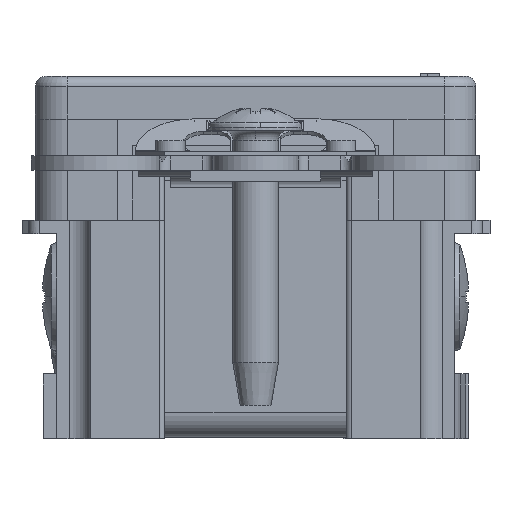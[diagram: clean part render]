
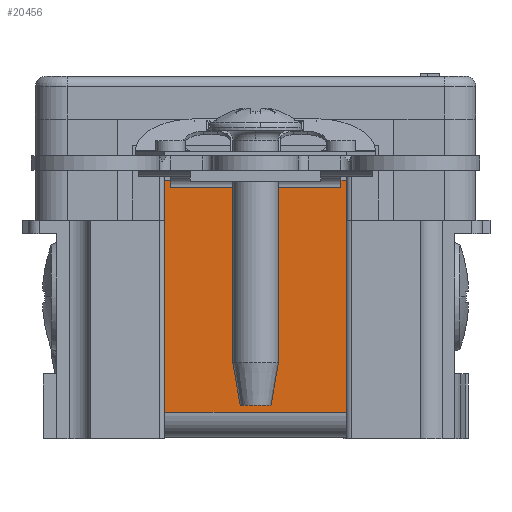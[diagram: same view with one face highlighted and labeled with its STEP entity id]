
A CAD part, front view. The second image highlights one B-rep face of the part: STEP entity #20456.
In plain terms, the highlighted planar face has unit normal (0, -1, 0).
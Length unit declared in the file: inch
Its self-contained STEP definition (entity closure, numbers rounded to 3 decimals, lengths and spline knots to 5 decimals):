
#1379 = LINE ( 'NONE', #5923, #13918 ) ;
#2630 = EDGE_CURVE ( 'NONE', #37767, #18622, #35323, .T. ) ;
#2632 = CARTESIAN_POINT ( 'NONE',  ( 0.5, 0.12299, 0.736 ) ) ;
#2693 = DIRECTION ( 'NONE',  ( 0., 1., 0. ) ) ;
#4005 = LINE ( 'NONE', #8851, #28400 ) ;
#4166 = ORIENTED_EDGE ( 'NONE', *, *, #50940, .F. ) ;
#4304 = DIRECTION ( 'NONE',  ( 0., 0., -1. ) ) ;
#4359 = CARTESIAN_POINT ( 'NONE',  ( 0.4845, 0.12299, 0.447 ) ) ;
#4950 = ORIENTED_EDGE ( 'NONE', *, *, #38824, .T. ) ;
#5923 = CARTESIAN_POINT ( 'NONE',  ( 0.75, 0.12299, 0.078 ) ) ;
#6508 = CARTESIAN_POINT ( 'NONE',  ( 0.4845, 0.12299, 0.047 ) ) ;
#7573 = ORIENTED_EDGE ( 'NONE', *, *, #34333, .T. ) ;
#8592 = ORIENTED_EDGE ( 'NONE', *, *, #14600, .F. ) ;
#8851 = CARTESIAN_POINT ( 'NONE',  ( 1., 0.12299, 0.447 ) ) ;
#9226 = DIRECTION ( 'NONE',  ( 1., 0., 0. ) ) ;
#9432 = LINE ( 'NONE', #17924, #29000 ) ;
#10389 = CARTESIAN_POINT ( 'NONE',  ( 1.0935, 0.12299, 0.757 ) ) ;
#10435 = EDGE_CURVE ( 'NONE', #17171, #32179, #52050, .T. ) ;
#10509 = DIRECTION ( 'NONE',  ( 0., 0., -1. ) ) ;
#10766 = ORIENTED_EDGE ( 'NONE', *, *, #32644, .F. ) ;
#10887 = VECTOR ( 'NONE', #10509, 39.37008 ) ;
#11497 = CARTESIAN_POINT ( 'NONE',  ( 0.75, 0.12299, 0.047 ) ) ;
#13918 = VECTOR ( 'NONE', #23364, 39.37008 ) ;
#14600 = EDGE_CURVE ( 'NONE', #18622, #32179, #15735, .T. ) ;
#14926 = VERTEX_POINT ( 'NONE', #2632 ) ;
#15114 = DIRECTION ( 'NONE',  ( 0., 0., 1. ) ) ;
#15483 = CARTESIAN_POINT ( 'NONE',  ( 0.4065, 0.12299, 0.757 ) ) ;
#15636 = CARTESIAN_POINT ( 'NONE',  ( 1.0935, 0.12299, 0.757 ) ) ;
#15735 = LINE ( 'NONE', #10389, #18649 ) ;
#17171 = VERTEX_POINT ( 'NONE', #43943 ) ;
#17902 = VERTEX_POINT ( 'NONE', #19803 ) ;
#17924 = CARTESIAN_POINT ( 'NONE',  ( 0.5, 0.12299, 0.447 ) ) ;
#18328 = CARTESIAN_POINT ( 'NONE',  ( 1.0935, 0.12299, 0.757 ) ) ;
#18622 = VERTEX_POINT ( 'NONE', #15636 ) ;
#18649 = VECTOR ( 'NONE', #36439, 39.37008 ) ;
#19640 = EDGE_CURVE ( 'NONE', #55761, #47726, #30035, .T. ) ;
#19803 = CARTESIAN_POINT ( 'NONE',  ( 0.4845, 0.12299, 0.078 ) ) ;
#20056 = DIRECTION ( 'NONE',  ( 0., 0., 1. ) ) ;
#20456 = ADVANCED_FACE ( 'NONE', ( #32422 ), #46172, .F. ) ;
#21205 = VERTEX_POINT ( 'NONE', #28371 ) ;
#21509 = VECTOR ( 'NONE', #46136, 39.37008 ) ;
#22238 = ORIENTED_EDGE ( 'NONE', *, *, #19640, .F. ) ;
#22392 = ORIENTED_EDGE ( 'NONE', *, *, #51857, .F. ) ;
#22491 = EDGE_LOOP ( 'NONE', ( #22238, #7573, #4950, #52555, #49320, #32349, #8592, #28810, #32742, #10766, #4166, #22392 ) ) ;
#23364 = DIRECTION ( 'NONE',  ( -1., 0., 0. ) ) ;
#23957 = LINE ( 'NONE', #6508, #10887 ) ;
#26380 = CARTESIAN_POINT ( 'NONE',  ( 1., 0.12299, 0.736 ) ) ;
#26866 = DIRECTION ( 'NONE',  ( 0., 0., -1. ) ) ;
#27794 = VECTOR ( 'NONE', #31153, 39.37008 ) ;
#28017 = LINE ( 'NONE', #35549, #51922 ) ;
#28371 = CARTESIAN_POINT ( 'NONE',  ( 1.0155, 0.12299, 0.078 ) ) ;
#28400 = VECTOR ( 'NONE', #4304, 39.37008 ) ;
#28546 = VECTOR ( 'NONE', #28926, 39.37008 ) ;
#28810 = ORIENTED_EDGE ( 'NONE', *, *, #2630, .F. ) ;
#28926 = DIRECTION ( 'NONE',  ( 0., 0., 1. ) ) ;
#29000 = VECTOR ( 'NONE', #26866, 39.37008 ) ;
#30035 = LINE ( 'NONE', #56305, #27794 ) ;
#30705 = DIRECTION ( 'NONE',  ( 0., 0., 1. ) ) ;
#31153 = DIRECTION ( 'NONE',  ( 0., 0., 1. ) ) ;
#31198 = CIRCLE ( 'NONE', #52196, 0.344 ) ;
#31731 = VERTEX_POINT ( 'NONE', #26380 ) ;
#32179 = VERTEX_POINT ( 'NONE', #35415 ) ;
#32349 = ORIENTED_EDGE ( 'NONE', *, *, #10435, .T. ) ;
#32403 = CARTESIAN_POINT ( 'NONE',  ( 0.5, 0.12299, 0.757 ) ) ;
#32422 = FACE_OUTER_BOUND ( 'NONE', #22491, .T. ) ;
#32644 = EDGE_CURVE ( 'NONE', #14926, #31731, #42129, .T. ) ;
#32742 = ORIENTED_EDGE ( 'NONE', *, *, #35418, .T. ) ;
#34333 = EDGE_CURVE ( 'NONE', #55761, #39126, #31198, .T. ) ;
#34433 = CARTESIAN_POINT ( 'NONE',  ( 0.7495, 0.12299, 0.66513 ) ) ;
#34923 = CARTESIAN_POINT ( 'NONE',  ( 1., 0.12299, 0.757 ) ) ;
#35323 = LINE ( 'NONE', #18328, #46225 ) ;
#35415 = CARTESIAN_POINT ( 'NONE',  ( 1.0935, 0.12299, 0.66513 ) ) ;
#35418 = EDGE_CURVE ( 'NONE', #37767, #31731, #4005, .T. ) ;
#35549 = CARTESIAN_POINT ( 'NONE',  ( 0.4065, 0.12299, 0.757 ) ) ;
#36439 = DIRECTION ( 'NONE',  ( 0., 0., -1. ) ) ;
#37514 = CARTESIAN_POINT ( 'NONE',  ( 0.4845, 0.12299, 0.736 ) ) ;
#37767 = VERTEX_POINT ( 'NONE', #34923 ) ;
#38824 = EDGE_CURVE ( 'NONE', #39126, #17902, #23957, .T. ) ;
#39126 = VERTEX_POINT ( 'NONE', #4359 ) ;
#39422 = AXIS2_PLACEMENT_3D ( 'NONE', #11497, #2693, #20056 ) ;
#40659 = CARTESIAN_POINT ( 'NONE',  ( 0.7505, 0.12299, 0.66513 ) ) ;
#41081 = AXIS2_PLACEMENT_3D ( 'NONE', #34433, #43317, #30705 ) ;
#41236 = DIRECTION ( 'NONE',  ( 0., -1., 0. ) ) ;
#41519 = EDGE_CURVE ( 'NONE', #21205, #17171, #50660, .T. ) ;
#42129 = LINE ( 'NONE', #37514, #21509 ) ;
#42432 = EDGE_CURVE ( 'NONE', #21205, #17902, #1379, .T. ) ;
#43317 = DIRECTION ( 'NONE',  ( 0., -1., 0. ) ) ;
#43943 = CARTESIAN_POINT ( 'NONE',  ( 1.0155, 0.12299, 0.447 ) ) ;
#46136 = DIRECTION ( 'NONE',  ( 1., 0., 0. ) ) ;
#46172 = PLANE ( 'NONE',  #39422 ) ;
#46225 = VECTOR ( 'NONE', #52768, 39.37008 ) ;
#47330 = CARTESIAN_POINT ( 'NONE',  ( 0.4065, 0.12299, 0.66513 ) ) ;
#47351 = VERTEX_POINT ( 'NONE', #32403 ) ;
#47726 = VERTEX_POINT ( 'NONE', #15483 ) ;
#49320 = ORIENTED_EDGE ( 'NONE', *, *, #41519, .T. ) ;
#50660 = LINE ( 'NONE', #55775, #28546 ) ;
#50940 = EDGE_CURVE ( 'NONE', #47351, #14926, #9432, .T. ) ;
#51857 = EDGE_CURVE ( 'NONE', #47726, #47351, #28017, .T. ) ;
#51922 = VECTOR ( 'NONE', #9226, 39.37008 ) ;
#52050 = CIRCLE ( 'NONE', #41081, 0.344 ) ;
#52196 = AXIS2_PLACEMENT_3D ( 'NONE', #40659, #41236, #15114 ) ;
#52555 = ORIENTED_EDGE ( 'NONE', *, *, #42432, .F. ) ;
#52768 = DIRECTION ( 'NONE',  ( 1., 0., 0. ) ) ;
#55761 = VERTEX_POINT ( 'NONE', #47330 ) ;
#55775 = CARTESIAN_POINT ( 'NONE',  ( 1.0155, 0.12299, 0.767 ) ) ;
#56305 = CARTESIAN_POINT ( 'NONE',  ( 0.4065, 0.12299, 0.757 ) ) ;
